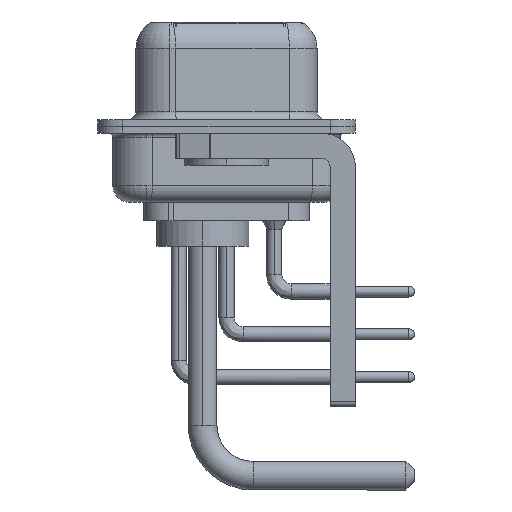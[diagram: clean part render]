
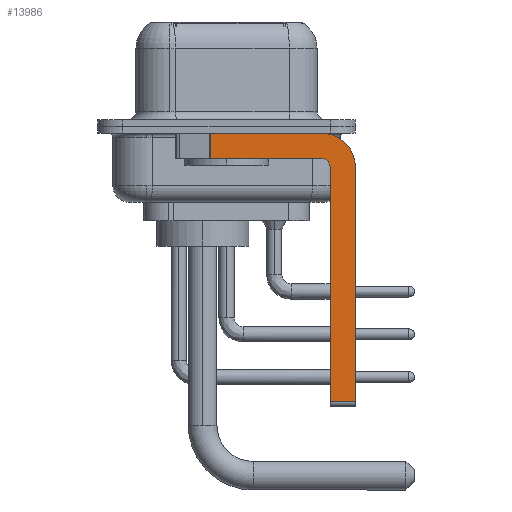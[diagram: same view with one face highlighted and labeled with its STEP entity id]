
A CAD part, left-side view. The second image highlights one B-rep face of the part: STEP entity #13986.
In plain terms, the highlighted planar face has unit normal (-1, 0, 0).
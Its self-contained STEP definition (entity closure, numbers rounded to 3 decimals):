
#31 = VECTOR ( 'NONE', #25224, 1000. ) ;
#1593 = CARTESIAN_POINT ( 'NONE',  ( -2.9, -5.65, -2.4 ) ) ;
#2609 = VECTOR ( 'NONE', #29287, 1000. ) ;
#2860 = ORIENTED_EDGE ( 'NONE', *, *, #6079, .F. ) ;
#2994 = AXIS2_PLACEMENT_3D ( 'NONE', #29088, #7815, #4818 ) ;
#4206 = DIRECTION ( 'NONE',  ( -1., 0., 0. ) ) ;
#4818 = DIRECTION ( 'NONE',  ( 0., 0., -1. ) ) ;
#4832 = CARTESIAN_POINT ( 'NONE',  ( -2.9, 0.978, -0.4 ) ) ;
#5914 = VERTEX_POINT ( 'NONE', #34543 ) ;
#6079 = EDGE_CURVE ( 'NONE', #33056, #6110, #33816, .T. ) ;
#6110 = VERTEX_POINT ( 'NONE', #6955 ) ;
#6328 = EDGE_CURVE ( 'NONE', #5914, #27612, #25449, .T. ) ;
#6613 = DIRECTION ( 'NONE',  ( 0., 1., 0. ) ) ;
#6955 = CARTESIAN_POINT ( 'NONE',  ( -2.9, 0.978, -1.9 ) ) ;
#7815 = DIRECTION ( 'NONE',  ( 1., 0., 0. ) ) ;
#7917 = AXIS2_PLACEMENT_3D ( 'NONE', #1593, #4206, #25678 ) ;
#8328 = ORIENTED_EDGE ( 'NONE', *, *, #28600, .F. ) ;
#8431 = ORIENTED_EDGE ( 'NONE', *, *, #6328, .F. ) ;
#9029 = ORIENTED_EDGE ( 'NONE', *, *, #21732, .F. ) ;
#9186 = VECTOR ( 'NONE', #6613, 1000. ) ;
#9382 = ORIENTED_EDGE ( 'NONE', *, *, #32986, .F. ) ;
#10049 = DIRECTION ( 'NONE',  ( 0., -1., 0. ) ) ;
#10163 = CIRCLE ( 'NONE', #7917, 0.5 ) ;
#10345 = CARTESIAN_POINT ( 'NONE',  ( -2.9, -6.15, -16.35 ) ) ;
#10898 = CARTESIAN_POINT ( 'NONE',  ( -2.9, -5.65, -1.9 ) ) ;
#11488 = VERTEX_POINT ( 'NONE', #15840 ) ;
#11620 = EDGE_CURVE ( 'NONE', #21887, #6110, #20180, .T. ) ;
#12888 = ORIENTED_EDGE ( 'NONE', *, *, #25311, .T. ) ;
#13086 = CARTESIAN_POINT ( 'NONE',  ( -2.9, -6.15, -2.4 ) ) ;
#13986 = ADVANCED_FACE ( 'NONE', ( #15422 ), #32075, .F. ) ;
#14513 = LINE ( 'NONE', #25042, #31 ) ;
#14806 = CARTESIAN_POINT ( 'NONE',  ( -2.9, -5.65, -16.35 ) ) ;
#15422 = FACE_OUTER_BOUND ( 'NONE', #16763, .T. ) ;
#15840 = CARTESIAN_POINT ( 'NONE',  ( -2.9, -7.65, -16.35 ) ) ;
#15911 = DIRECTION ( 'NONE',  ( 0., 0., 1. ) ) ;
#16763 = EDGE_LOOP ( 'NONE', ( #8328, #23123, #2860, #9382, #9029, #12888, #31681, #8431 ) ) ;
#17890 = CARTESIAN_POINT ( 'NONE',  ( -2.9, 0.978, -1.9 ) ) ;
#18398 = CARTESIAN_POINT ( 'NONE',  ( -2.9, -5.65, -2.4 ) ) ;
#18909 = LINE ( 'NONE', #23491, #2609 ) ;
#20180 = LINE ( 'NONE', #17890, #25143 ) ;
#21253 = VECTOR ( 'NONE', #15911, 1000. ) ;
#21386 = DIRECTION ( 'NONE',  ( 0., 0., -1. ) ) ;
#21732 = EDGE_CURVE ( 'NONE', #26722, #33436, #32057, .T. ) ;
#21887 = VERTEX_POINT ( 'NONE', #4832 ) ;
#23123 = ORIENTED_EDGE ( 'NONE', *, *, #11620, .T. ) ;
#23359 = EDGE_CURVE ( 'NONE', #27612, #11488, #14513, .T. ) ;
#23491 = CARTESIAN_POINT ( 'NONE',  ( -2.9, 3., -0.4 ) ) ;
#25042 = CARTESIAN_POINT ( 'NONE',  ( -2.9, -7.65, -2.4 ) ) ;
#25143 = VECTOR ( 'NONE', #25275, 1000. ) ;
#25224 = DIRECTION ( 'NONE',  ( 0., 0., -1. ) ) ;
#25275 = DIRECTION ( 'NONE',  ( 0., 0., -1. ) ) ;
#25311 = EDGE_CURVE ( 'NONE', #26722, #11488, #33587, .T. ) ;
#25449 = CIRCLE ( 'NONE', #2994, 2. ) ;
#25678 = DIRECTION ( 'NONE',  ( 0., 0., 1. ) ) ;
#26093 = CARTESIAN_POINT ( 'NONE',  ( -2.9, -5.65, -1.9 ) ) ;
#26722 = VERTEX_POINT ( 'NONE', #10345 ) ;
#27612 = VERTEX_POINT ( 'NONE', #29066 ) ;
#28600 = EDGE_CURVE ( 'NONE', #21887, #5914, #18909, .T. ) ;
#29066 = CARTESIAN_POINT ( 'NONE',  ( -2.9, -7.65, -2.4 ) ) ;
#29088 = CARTESIAN_POINT ( 'NONE',  ( -2.9, -5.65, -2.4 ) ) ;
#29101 = CARTESIAN_POINT ( 'NONE',  ( -2.9, -6.15, -16.6 ) ) ;
#29287 = DIRECTION ( 'NONE',  ( 0., -1., 0. ) ) ;
#29969 = VECTOR ( 'NONE', #10049, 1000. ) ;
#31409 = DIRECTION ( 'NONE',  ( 1., 0., 0. ) ) ;
#31681 = ORIENTED_EDGE ( 'NONE', *, *, #23359, .F. ) ;
#32057 = LINE ( 'NONE', #29101, #21253 ) ;
#32075 = PLANE ( 'NONE',  #33712 ) ;
#32986 = EDGE_CURVE ( 'NONE', #33436, #33056, #10163, .T. ) ;
#33056 = VERTEX_POINT ( 'NONE', #10898 ) ;
#33436 = VERTEX_POINT ( 'NONE', #13086 ) ;
#33587 = LINE ( 'NONE', #14806, #29969 ) ;
#33712 = AXIS2_PLACEMENT_3D ( 'NONE', #18398, #31409, #21386 ) ;
#33816 = LINE ( 'NONE', #26093, #9186 ) ;
#34543 = CARTESIAN_POINT ( 'NONE',  ( -2.9, -5.65, -0.4 ) ) ;
